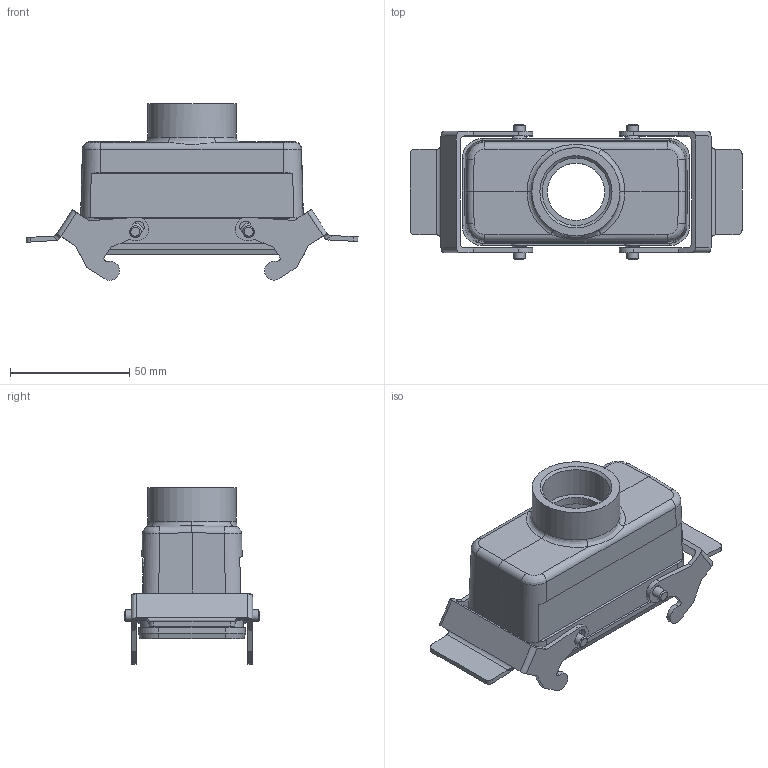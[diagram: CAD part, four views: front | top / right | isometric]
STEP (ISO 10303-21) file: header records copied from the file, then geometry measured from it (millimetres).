
FILE_DESCRIPTION((''),'2;1');
FILE_NAME('04300161730.stp','2020-07-07T15:59:09',('e.eickhoff'),(''),'Autodesk Inventor 2012','Autodesk Inventor 2012','');
FILE_SCHEMA(('AUTOMOTIVE_DESIGN { 1 0 10303 214 1 1 1 1 }'));
Length unit declared in the file: millimetre
Products named in the file (3): 04300161730; Metallbügel Quer
Assembly tree (3 placements, depth 2):
  04300161730
    Metallbügel Quer  x2
    04300161730
Bounding box: 139.33 x 57 x 74.14 mm (x, y, z)
Volume: 64012.6 mm3; surface area: 44250.6 mm2
Topology: 3 solids, 3 shells, 472 faces, 1232 edges, 787 vertices
Faces by surface type: plane 267, cylinder 111, bspline 67, cone 19, torus 8
Full cylindrical faces by diameter (mm): 3 x4, 4 x4, 4.8 x4, 7 x4, 24 x1, 28.3 x1, 37 x1
Entity records: 14698 total; most frequent: CARTESIAN_POINT 4374, ORIENTED_EDGE 2070, DIRECTION 1912, EDGE_CURVE 1035, VERTEX_POINT 678, VECTOR 676, LINE 676, AXIS2_PLACEMENT_3D 618
